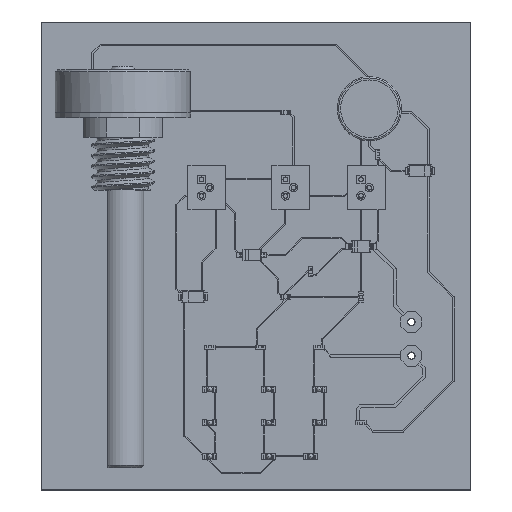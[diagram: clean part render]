
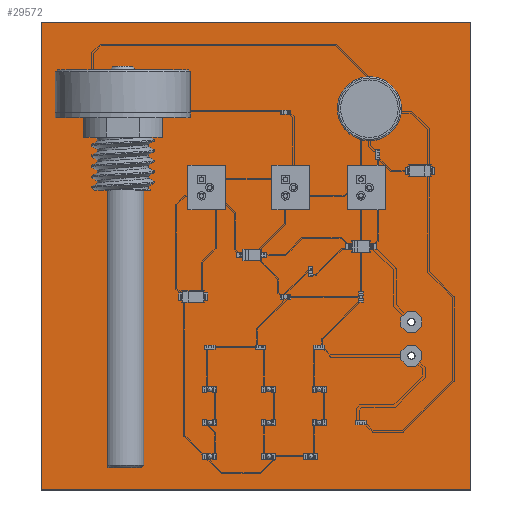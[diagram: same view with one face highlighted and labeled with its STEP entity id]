
A CAD part, top view. The second image highlights one B-rep face of the part: STEP entity #29572.
In plain terms, the highlighted planar face has unit normal (0, 0, 1).
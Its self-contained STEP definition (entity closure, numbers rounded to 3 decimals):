
#1021=FACE_BOUND('',#5527,.T.);
#1022=FACE_BOUND('',#5528,.T.);
#1023=FACE_BOUND('',#5529,.T.);
#1024=FACE_BOUND('',#5530,.T.);
#1025=FACE_BOUND('',#5531,.T.);
#1026=FACE_BOUND('',#5532,.T.);
#1027=FACE_BOUND('',#5533,.T.);
#1028=FACE_BOUND('',#5534,.T.);
#1029=FACE_BOUND('',#5535,.T.);
#1030=FACE_BOUND('',#5536,.T.);
#1031=FACE_BOUND('',#5537,.T.);
#1032=FACE_BOUND('',#5538,.T.);
#1033=FACE_BOUND('',#5539,.T.);
#1034=FACE_BOUND('',#5540,.T.);
#1035=FACE_BOUND('',#5541,.T.);
#1036=FACE_BOUND('',#5542,.T.);
#2124=PLANE('',#32145);
#3628=FACE_OUTER_BOUND('',#5526,.T.);
#5526=EDGE_LOOP('',(#25986,#25987,#25988,#25989));
#5527=EDGE_LOOP('',(#25990));
#5528=EDGE_LOOP('',(#25991));
#5529=EDGE_LOOP('',(#25992));
#5530=EDGE_LOOP('',(#25993));
#5531=EDGE_LOOP('',(#25994));
#5532=EDGE_LOOP('',(#25995));
#5533=EDGE_LOOP('',(#25996));
#5534=EDGE_LOOP('',(#25997));
#5535=EDGE_LOOP('',(#25998));
#5536=EDGE_LOOP('',(#25999));
#5537=EDGE_LOOP('',(#26000));
#5538=EDGE_LOOP('',(#26001));
#5539=EDGE_LOOP('',(#26002));
#5540=EDGE_LOOP('',(#26003));
#5541=EDGE_LOOP('',(#26004));
#5542=EDGE_LOOP('',(#26005));
#8559=LINE('',#47695,#11711);
#8562=LINE('',#47701,#11714);
#8565=LINE('',#47707,#11717);
#8568=LINE('',#47711,#11720);
#11711=VECTOR('',#39143,10.);
#11714=VECTOR('',#39148,10.);
#11717=VECTOR('',#39153,10.);
#11720=VECTOR('',#39158,10.);
#12848=CIRCLE('',#32095,0.66);
#12850=CIRCLE('',#32098,0.375);
#12852=CIRCLE('',#32101,0.435);
#12854=CIRCLE('',#32104,0.375);
#12856=CIRCLE('',#32107,0.66);
#12858=CIRCLE('',#32110,0.375);
#12860=CIRCLE('',#32113,0.559);
#12862=CIRCLE('',#32116,0.375);
#12864=CIRCLE('',#32119,0.66);
#12866=CIRCLE('',#32122,0.375);
#12868=CIRCLE('',#32125,0.435);
#12870=CIRCLE('',#32128,0.375);
#12872=CIRCLE('',#32131,0.559);
#12874=CIRCLE('',#32134,0.375);
#12876=CIRCLE('',#32137,0.375);
#12878=CIRCLE('',#32140,0.375);
#15176=VERTEX_POINT('',#47595);
#15178=VERTEX_POINT('',#47601);
#15180=VERTEX_POINT('',#47607);
#15182=VERTEX_POINT('',#47613);
#15184=VERTEX_POINT('',#47619);
#15186=VERTEX_POINT('',#47625);
#15188=VERTEX_POINT('',#47631);
#15190=VERTEX_POINT('',#47637);
#15192=VERTEX_POINT('',#47643);
#15194=VERTEX_POINT('',#47649);
#15196=VERTEX_POINT('',#47655);
#15198=VERTEX_POINT('',#47661);
#15200=VERTEX_POINT('',#47667);
#15202=VERTEX_POINT('',#47673);
#15204=VERTEX_POINT('',#47679);
#15206=VERTEX_POINT('',#47685);
#15209=VERTEX_POINT('',#47692);
#15210=VERTEX_POINT('',#47694);
#15212=VERTEX_POINT('',#47700);
#15214=VERTEX_POINT('',#47706);
#18825=EDGE_CURVE('',#15176,#15176,#12848,.T.);
#18828=EDGE_CURVE('',#15178,#15178,#12850,.T.);
#18831=EDGE_CURVE('',#15180,#15180,#12852,.T.);
#18834=EDGE_CURVE('',#15182,#15182,#12854,.T.);
#18837=EDGE_CURVE('',#15184,#15184,#12856,.T.);
#18840=EDGE_CURVE('',#15186,#15186,#12858,.T.);
#18843=EDGE_CURVE('',#15188,#15188,#12860,.T.);
#18846=EDGE_CURVE('',#15190,#15190,#12862,.T.);
#18849=EDGE_CURVE('',#15192,#15192,#12864,.T.);
#18852=EDGE_CURVE('',#15194,#15194,#12866,.T.);
#18855=EDGE_CURVE('',#15196,#15196,#12868,.T.);
#18858=EDGE_CURVE('',#15198,#15198,#12870,.T.);
#18861=EDGE_CURVE('',#15200,#15200,#12872,.T.);
#18864=EDGE_CURVE('',#15202,#15202,#12874,.T.);
#18867=EDGE_CURVE('',#15204,#15204,#12876,.T.);
#18870=EDGE_CURVE('',#15206,#15206,#12878,.T.);
#18873=EDGE_CURVE('',#15210,#15209,#8559,.T.);
#18876=EDGE_CURVE('',#15212,#15210,#8562,.T.);
#18879=EDGE_CURVE('',#15214,#15212,#8565,.T.);
#18882=EDGE_CURVE('',#15209,#15214,#8568,.T.);
#25986=ORIENTED_EDGE('',*,*,#18882,.T.);
#25987=ORIENTED_EDGE('',*,*,#18879,.T.);
#25988=ORIENTED_EDGE('',*,*,#18876,.T.);
#25989=ORIENTED_EDGE('',*,*,#18873,.T.);
#25990=ORIENTED_EDGE('',*,*,#18825,.T.);
#25991=ORIENTED_EDGE('',*,*,#18828,.T.);
#25992=ORIENTED_EDGE('',*,*,#18831,.T.);
#25993=ORIENTED_EDGE('',*,*,#18834,.T.);
#25994=ORIENTED_EDGE('',*,*,#18837,.T.);
#25995=ORIENTED_EDGE('',*,*,#18840,.T.);
#25996=ORIENTED_EDGE('',*,*,#18843,.T.);
#25997=ORIENTED_EDGE('',*,*,#18846,.T.);
#25998=ORIENTED_EDGE('',*,*,#18849,.T.);
#25999=ORIENTED_EDGE('',*,*,#18852,.T.);
#26000=ORIENTED_EDGE('',*,*,#18855,.T.);
#26001=ORIENTED_EDGE('',*,*,#18858,.T.);
#26002=ORIENTED_EDGE('',*,*,#18861,.T.);
#26003=ORIENTED_EDGE('',*,*,#18864,.T.);
#26004=ORIENTED_EDGE('',*,*,#18867,.T.);
#26005=ORIENTED_EDGE('',*,*,#18870,.T.);
#29572=ADVANCED_FACE('',(#3628,#1021,#1022,#1023,#1024,#1025,#1026,#1027,
#1028,#1029,#1030,#1031,#1032,#1033,#1034,#1035,#1036),#2124,.T.);
#32095=AXIS2_PLACEMENT_3D('',#47597,#39032,#39033);
#32098=AXIS2_PLACEMENT_3D('',#47603,#39039,#39040);
#32101=AXIS2_PLACEMENT_3D('',#47609,#39046,#39047);
#32104=AXIS2_PLACEMENT_3D('',#47615,#39053,#39054);
#32107=AXIS2_PLACEMENT_3D('',#47621,#39060,#39061);
#32110=AXIS2_PLACEMENT_3D('',#47627,#39067,#39068);
#32113=AXIS2_PLACEMENT_3D('',#47633,#39074,#39075);
#32116=AXIS2_PLACEMENT_3D('',#47639,#39081,#39082);
#32119=AXIS2_PLACEMENT_3D('',#47645,#39088,#39089);
#32122=AXIS2_PLACEMENT_3D('',#47651,#39095,#39096);
#32125=AXIS2_PLACEMENT_3D('',#47657,#39102,#39103);
#32128=AXIS2_PLACEMENT_3D('',#47663,#39109,#39110);
#32131=AXIS2_PLACEMENT_3D('',#47669,#39116,#39117);
#32134=AXIS2_PLACEMENT_3D('',#47675,#39123,#39124);
#32137=AXIS2_PLACEMENT_3D('',#47681,#39130,#39131);
#32140=AXIS2_PLACEMENT_3D('',#47687,#39137,#39138);
#32145=AXIS2_PLACEMENT_3D('',#47712,#39159,#39160);
#39032=DIRECTION('center_axis',(0.,0.,-1.));
#39033=DIRECTION('ref_axis',(1.,0.,0.));
#39039=DIRECTION('center_axis',(0.,0.,-1.));
#39040=DIRECTION('ref_axis',(1.,0.,0.));
#39046=DIRECTION('center_axis',(0.,0.,-1.));
#39047=DIRECTION('ref_axis',(1.,0.,0.));
#39053=DIRECTION('center_axis',(0.,0.,-1.));
#39054=DIRECTION('ref_axis',(1.,0.,0.));
#39060=DIRECTION('center_axis',(0.,0.,-1.));
#39061=DIRECTION('ref_axis',(1.,0.,0.));
#39067=DIRECTION('center_axis',(0.,0.,-1.));
#39068=DIRECTION('ref_axis',(1.,0.,0.));
#39074=DIRECTION('center_axis',(0.,0.,-1.));
#39075=DIRECTION('ref_axis',(1.,0.,0.));
#39081=DIRECTION('center_axis',(0.,0.,-1.));
#39082=DIRECTION('ref_axis',(1.,0.,0.));
#39088=DIRECTION('center_axis',(0.,0.,-1.));
#39089=DIRECTION('ref_axis',(1.,0.,0.));
#39095=DIRECTION('center_axis',(0.,0.,-1.));
#39096=DIRECTION('ref_axis',(1.,0.,0.));
#39102=DIRECTION('center_axis',(0.,0.,-1.));
#39103=DIRECTION('ref_axis',(1.,0.,0.));
#39109=DIRECTION('center_axis',(0.,0.,-1.));
#39110=DIRECTION('ref_axis',(1.,0.,0.));
#39116=DIRECTION('center_axis',(0.,0.,-1.));
#39117=DIRECTION('ref_axis',(1.,0.,0.));
#39123=DIRECTION('center_axis',(0.,0.,-1.));
#39124=DIRECTION('ref_axis',(1.,0.,0.));
#39130=DIRECTION('center_axis',(0.,0.,-1.));
#39131=DIRECTION('ref_axis',(1.,0.,0.));
#39137=DIRECTION('center_axis',(0.,0.,-1.));
#39138=DIRECTION('ref_axis',(1.,0.,0.));
#39143=DIRECTION('',(-1.,0.,0.));
#39148=DIRECTION('',(0.,1.,0.));
#39153=DIRECTION('',(1.,0.,0.));
#39158=DIRECTION('',(0.,-1.,0.));
#39159=DIRECTION('center_axis',(0.,0.,1.));
#39160=DIRECTION('ref_axis',(1.,0.,0.));
#47595=CARTESIAN_POINT('',(8.382,59.868,0.08));
#47597=CARTESIAN_POINT('Origin',(9.042,59.868,0.08));
#47601=CARTESIAN_POINT('',(38.975,48.28,0.08));
#47603=CARTESIAN_POINT('Origin',(39.35,48.28,0.08));
#47607=CARTESIAN_POINT('',(49.095,62.23,0.08));
#47609=CARTESIAN_POINT('Origin',(49.53,62.23,0.08));
#47613=CARTESIAN_POINT('',(37.725,49.53,0.08));
#47615=CARTESIAN_POINT('Origin',(38.1,49.53,0.08));
#47619=CARTESIAN_POINT('',(18.39,59.868,0.08));
#47621=CARTESIAN_POINT('Origin',(19.05,59.868,0.08));
#47625=CARTESIAN_POINT('',(50.405,48.28,0.08));
#47627=CARTESIAN_POINT('Origin',(50.78,48.28,0.08));
#47631=CARTESIAN_POINT('',(56.591,22.86,0.08));
#47633=CARTESIAN_POINT('Origin',(57.15,22.86,0.08));
#47637=CARTESIAN_POINT('',(49.155,47.03,0.08));
#47639=CARTESIAN_POINT('Origin',(49.53,47.03,0.08));
#47643=CARTESIAN_POINT('',(13.386,59.868,0.08));
#47645=CARTESIAN_POINT('Origin',(14.046,59.868,0.08));
#47649=CARTESIAN_POINT('',(25.025,49.53,0.08));
#47651=CARTESIAN_POINT('Origin',(25.4,49.53,0.08));
#47655=CARTESIAN_POINT('',(51.635,62.23,0.08));
#47657=CARTESIAN_POINT('Origin',(52.07,62.23,0.08));
#47661=CARTESIAN_POINT('',(37.725,47.03,0.08));
#47663=CARTESIAN_POINT('Origin',(38.1,47.03,0.08));
#47667=CARTESIAN_POINT('',(56.591,27.94,0.08));
#47669=CARTESIAN_POINT('Origin',(57.15,27.94,0.08));
#47673=CARTESIAN_POINT('',(26.275,48.28,0.08));
#47675=CARTESIAN_POINT('Origin',(26.65,48.28,0.08));
#47679=CARTESIAN_POINT('',(49.155,49.53,0.08));
#47681=CARTESIAN_POINT('Origin',(49.53,49.53,0.08));
#47685=CARTESIAN_POINT('',(25.025,47.03,0.08));
#47687=CARTESIAN_POINT('Origin',(25.4,47.03,0.08));
#47692=CARTESIAN_POINT('',(1.27,73.33,0.08));
#47694=CARTESIAN_POINT('',(66.02,73.33,0.08));
#47695=CARTESIAN_POINT('',(66.02,73.33,0.08));
#47700=CARTESIAN_POINT('',(66.02,2.54,0.08));
#47701=CARTESIAN_POINT('',(66.02,2.54,0.08));
#47706=CARTESIAN_POINT('',(1.27,2.54,0.08));
#47707=CARTESIAN_POINT('',(1.27,2.54,0.08));
#47711=CARTESIAN_POINT('',(1.27,73.33,0.08));
#47712=CARTESIAN_POINT('Origin',(33.645,37.935,0.08));
